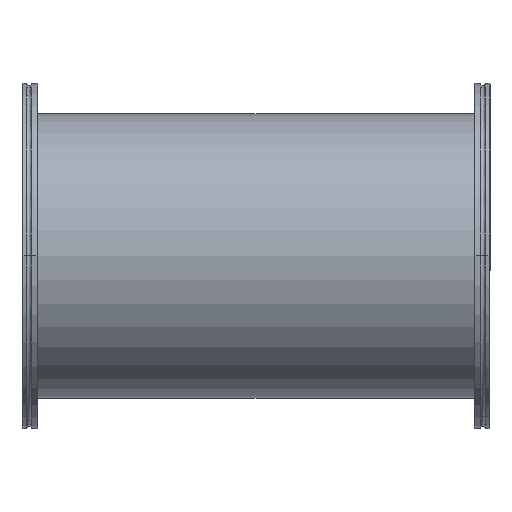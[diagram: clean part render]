
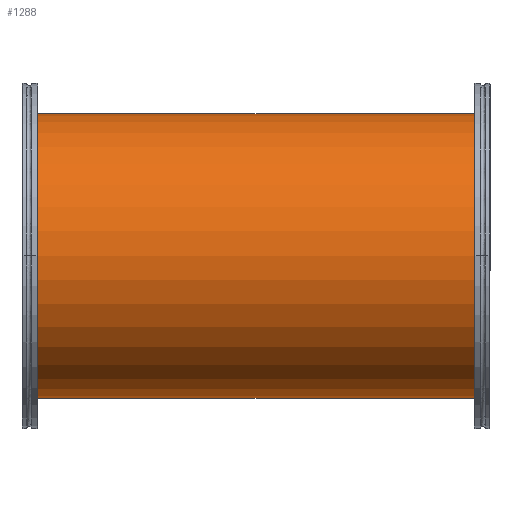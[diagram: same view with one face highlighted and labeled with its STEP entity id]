
A CAD part, top view. The second image highlights one B-rep face of the part: STEP entity #1288.
In plain terms, the highlighted cylindrical face has radius 152.4 mm (diameter 304.8 mm), a partial arc.
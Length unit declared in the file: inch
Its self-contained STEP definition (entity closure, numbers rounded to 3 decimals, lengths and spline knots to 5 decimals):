
#13 = CARTESIAN_POINT ( 'NONE',  ( -2.4317, -6.08968, 1.77618 ) ) ;
#17 = CARTESIAN_POINT ( 'NONE',  ( -2.4317, 5.91032, 1.77618 ) ) ;
#40 = CARTESIAN_POINT ( 'NONE',  ( 16.5783, -0.08968, 1.77618 ) ) ;
#48 = FACE_OUTER_BOUND ( 'NONE', #1289, .T. ) ;
#98 = DIRECTION ( 'NONE',  ( 0., 1., 0. ) ) ;
#99 = DIRECTION ( 'NONE',  ( 1., 0., 0. ) ) ;
#100 = CARTESIAN_POINT ( 'NONE',  ( -2.4317, -0.08968, 1.77618 ) ) ;
#101 = AXIS2_PLACEMENT_3D ( 'NONE', #100, #99, #98 ) ;
#102 = CIRCLE ( 'NONE', #101, 6. ) ;
#104 = DIRECTION ( 'NONE',  ( 0., 1., 0. ) ) ;
#105 = DIRECTION ( 'NONE',  ( 1., 0., 0. ) ) ;
#106 = AXIS2_PLACEMENT_3D ( 'NONE', #40, #105, #104 ) ;
#107 = CYLINDRICAL_SURFACE ( 'NONE', #106, 6. ) ;
#505 = CARTESIAN_POINT ( 'NONE',  ( 16.5783, -6.08968, 1.77618 ) ) ;
#516 = DIRECTION ( 'NONE',  ( 1., 0., 0. ) ) ;
#517 = VECTOR ( 'NONE', #516, 39.37008 ) ;
#518 = CARTESIAN_POINT ( 'NONE',  ( 16.5783, 5.91032, 1.77618 ) ) ;
#563 = LINE ( 'NONE', #518, #517 ) ;
#1154 = ORIENTED_EDGE ( 'NONE', *, *, #1155, .F. ) ;
#1155 = EDGE_CURVE ( 'NONE', #1156, #1241, #2073, .T. ) ;
#1156 = VERTEX_POINT ( 'NONE', #2127 ) ;
#1157 = ORIENTED_EDGE ( 'NONE', *, *, #1262, .F. ) ;
#1240 = EDGE_CURVE ( 'NONE', #1265, #1241, #2249, .T. ) ;
#1241 = VERTEX_POINT ( 'NONE', #505 ) ;
#1262 = EDGE_CURVE ( 'NONE', #1264, #1156, #563, .T. ) ;
#1264 = VERTEX_POINT ( 'NONE', #17 ) ;
#1265 = VERTEX_POINT ( 'NONE', #13 ) ;
#1266 = ORIENTED_EDGE ( 'NONE', *, *, #1240, .T. ) ;
#1288 = ADVANCED_FACE ( 'NONE', ( #48 ), #107, .T. ) ;
#1289 = EDGE_LOOP ( 'NONE', ( #1290, #1266, #1154, #1157 ) ) ;
#1290 = ORIENTED_EDGE ( 'NONE', *, *, #1291, .T. ) ;
#1291 = EDGE_CURVE ( 'NONE', #1264, #1265, #102, .T. ) ;
#2072 = AXIS2_PLACEMENT_3D ( 'NONE', #2145, #2129, #2128 ) ;
#2073 = CIRCLE ( 'NONE', #2072, 6. ) ;
#2127 = CARTESIAN_POINT ( 'NONE',  ( 16.5783, 5.91032, 1.77618 ) ) ;
#2128 = DIRECTION ( 'NONE',  ( 0., 1., 0. ) ) ;
#2129 = DIRECTION ( 'NONE',  ( 1., 0., 0. ) ) ;
#2145 = CARTESIAN_POINT ( 'NONE',  ( 16.5783, -0.08968, 1.77618 ) ) ;
#2246 = DIRECTION ( 'NONE',  ( 1., 0., 0. ) ) ;
#2247 = VECTOR ( 'NONE', #2246, 39.37008 ) ;
#2248 = CARTESIAN_POINT ( 'NONE',  ( 16.5783, -6.08968, 1.77618 ) ) ;
#2249 = LINE ( 'NONE', #2248, #2247 ) ;
